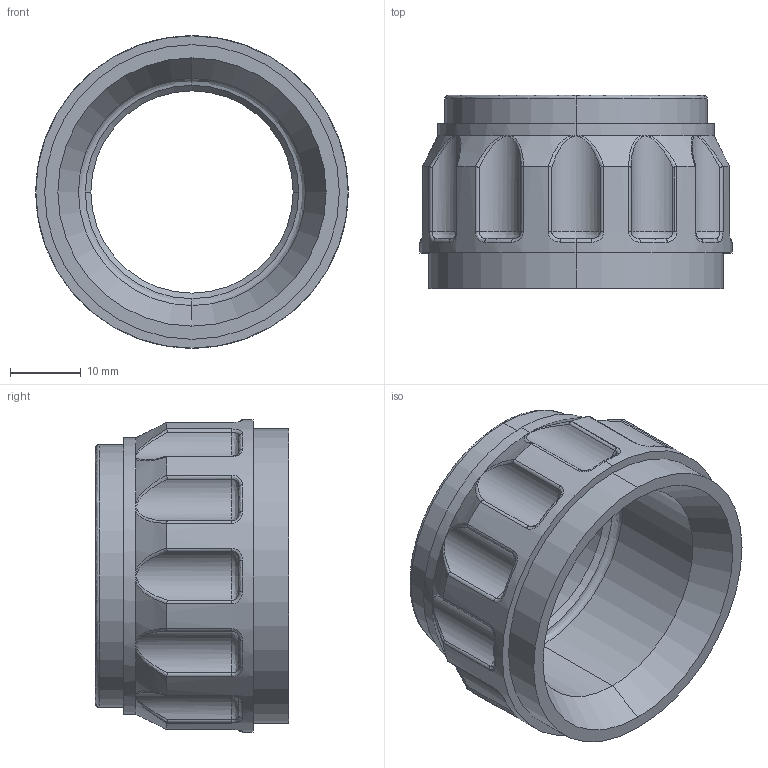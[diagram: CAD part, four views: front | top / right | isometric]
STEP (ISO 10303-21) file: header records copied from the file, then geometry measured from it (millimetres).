
FILE_DESCRIPTION (( 'STEP AP214' ), '1' );
FILE_NAME ('K040.163_Überwurfmutter_M30x1,5.STEP', '2016-07-19T09:45:22', ( '' ), ( '' ), 'SwSTEP 2.0', 'SolidWorks 2014', '' );
FILE_SCHEMA (( 'AUTOMOTIVE_DESIGN' ));
Length unit declared in the file: millimetre
Products named in the file (1): K040.163_Überwurfmutter_M30x1,5
Bounding box: 44 x 27.2 x 44 mm (x, y, z)
Volume: 14159.7 mm3; surface area: 7677.5 mm2
Topology: 1 solids, 1 shells, 193 faces, 494 edges, 281 vertices
Faces by surface type: bspline 104, cylinder 55, cone 18, plane 16
Entity records: 9699 total; most frequent: CARTESIAN_POINT 5847, ORIENTED_EDGE 940, DIRECTION 639, EDGE_CURVE 470, AXIS2_PLACEMENT_3D 283, VERTEX_POINT 281, EDGE_LOOP 197, ADVANCED_FACE 193
